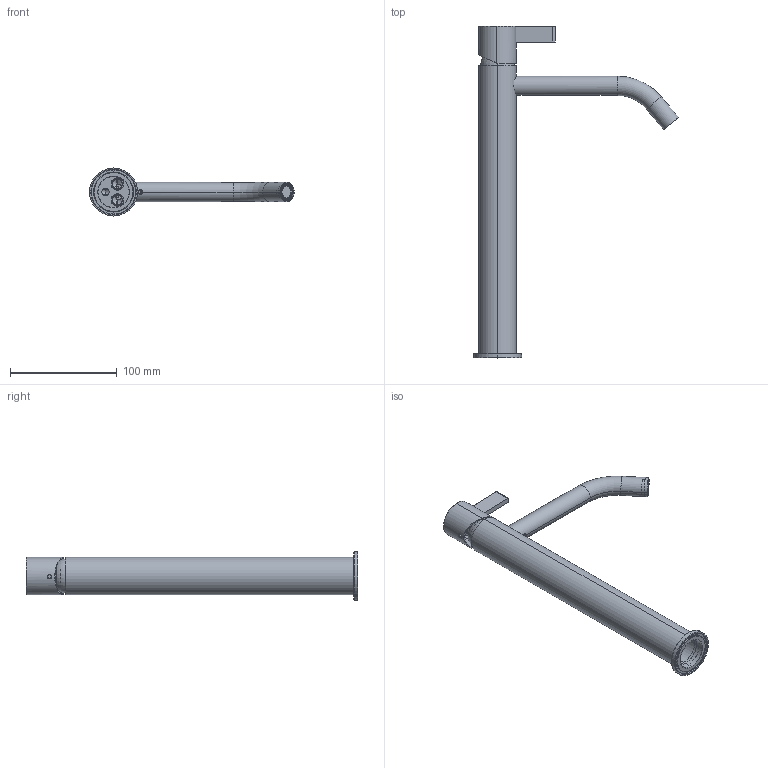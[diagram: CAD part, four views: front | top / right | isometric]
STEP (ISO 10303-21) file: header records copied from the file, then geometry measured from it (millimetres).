
FILE_DESCRIPTION (( 'STEP AP214' ), '1' );
FILE_NAME ('Z35.0004 3D.STEP', '2023-07-03T08:18:42', ( '' ), ( '' ), 'SwSTEP 2.0', 'SolidWorks 2022', '' );
FILE_SCHEMA (( 'AUTOMOTIVE_DESIGN' ));
Length unit declared in the file: millimetre
Products named in the file (10): 0382.002.00; 011100700300; 011100700600; 0066.001.00; 0059.005.00; 0618.001.00; Z35.0004 3D; 0002.005.00; AEREADOR M16.5x1; 0066.002.00
Assembly tree (9 placements, depth 2):
  Z35.0004 3D
    0066.001.00
    0059.005.00
    0066.002.00
    0002.005.00
    011100700600
    AEREADOR M16.5x1
    0618.001.00
    0382.002.00
    011100700300
Bounding box: 191.96 x 311 x 45 mm (x, y, z)
Volume: 180746.4 mm3; surface area: 89074 mm2
Topology: 9 solids, 9 shells, 322 faces, 759 edges, 459 vertices
Faces by surface type: cylinder 127, plane 92, cone 80, torus 19, bspline 4
Entity records: 12849 total; most frequent: CARTESIAN_POINT 4661, DIRECTION 1698, ORIENTED_EDGE 1478, EDGE_CURVE 739, AXIS2_PLACEMENT_3D 680, VERTEX_POINT 459, EDGE_LOOP 366, CIRCLE 350
